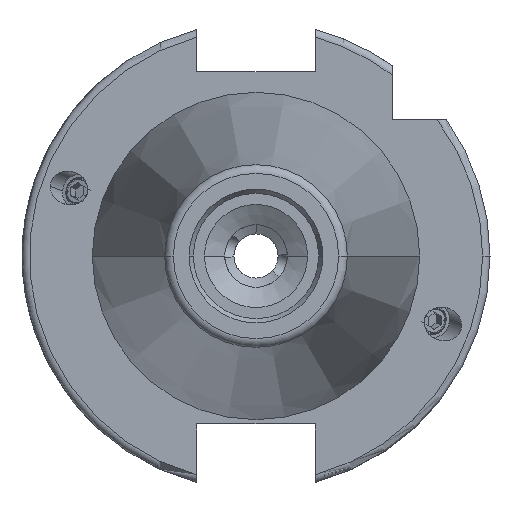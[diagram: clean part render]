
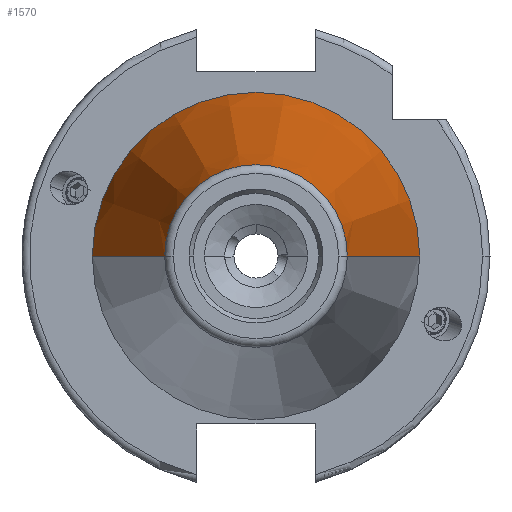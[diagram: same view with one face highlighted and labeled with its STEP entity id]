
A CAD part, left-side view. The second image highlights one B-rep face of the part: STEP entity #1570.
In plain terms, the highlighted conical face has half-angle 8.297 degrees and reference radius 22.225 mm.
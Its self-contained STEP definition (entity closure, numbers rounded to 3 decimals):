
#70 = CARTESIAN_POINT ( 'NONE',  ( 0., 22.225, 0. ) ) ;
#213 = EDGE_CURVE ( 'NONE', #1060, #4402, #445, .T. ) ;
#410 = EDGE_LOOP ( 'NONE', ( #3985, #4592, #454, #2693 ) ) ;
#427 = FACE_OUTER_BOUND ( 'NONE', #410, .T. ) ;
#445 = LINE ( 'NONE', #70, #3830 ) ;
#454 = ORIENTED_EDGE ( 'NONE', *, *, #4117, .T. ) ;
#583 = EDGE_CURVE ( 'NONE', #2407, #1060, #2006, .T. ) ;
#695 = AXIS2_PLACEMENT_3D ( 'NONE', #2309, #4290, #3350 ) ;
#709 = LINE ( 'NONE', #4040, #2272 ) ;
#1060 = VERTEX_POINT ( 'NONE', #2310 ) ;
#1570 = ADVANCED_FACE ( 'NONE', ( #427 ), #4622, .T. ) ;
#1847 = VERTEX_POINT ( 'NONE', #3184 ) ;
#1921 = CARTESIAN_POINT ( 'NONE',  ( -67.373, 0., 0. ) ) ;
#2006 = CIRCLE ( 'NONE', #5645, 12.4 ) ;
#2174 = DIRECTION ( 'NONE',  ( 0.99, -0.144, 0. ) ) ;
#2272 = VECTOR ( 'NONE', #2174, 1000. ) ;
#2309 = CARTESIAN_POINT ( 'NONE',  ( 0., 0., 0. ) ) ;
#2310 = CARTESIAN_POINT ( 'NONE',  ( -67.373, 12.4, 0. ) ) ;
#2407 = VERTEX_POINT ( 'NONE', #2777 ) ;
#2436 = DIRECTION ( 'NONE',  ( -1., 0., 0. ) ) ;
#2693 = ORIENTED_EDGE ( 'NONE', *, *, #213, .F. ) ;
#2777 = CARTESIAN_POINT ( 'NONE',  ( -67.373, -12.4, 0. ) ) ;
#3165 = EDGE_CURVE ( 'NONE', #2407, #1847, #709, .T. ) ;
#3184 = CARTESIAN_POINT ( 'NONE',  ( 0., -22.225, 0. ) ) ;
#3301 = DIRECTION ( 'NONE',  ( 0.99, 0.144, 0. ) ) ;
#3350 = DIRECTION ( 'NONE',  ( 0., 1., 0. ) ) ;
#3440 = DIRECTION ( 'NONE',  ( 0., -1., 0. ) ) ;
#3794 = DIRECTION ( 'NONE',  ( -1., 0., 0. ) ) ;
#3830 = VECTOR ( 'NONE', #3301, 1000. ) ;
#3856 = DIRECTION ( 'NONE',  ( 0., -1., 0. ) ) ;
#3985 = ORIENTED_EDGE ( 'NONE', *, *, #583, .F. ) ;
#4040 = CARTESIAN_POINT ( 'NONE',  ( 0., -22.225, 0. ) ) ;
#4117 = EDGE_CURVE ( 'NONE', #1847, #4402, #5477, .T. ) ;
#4290 = DIRECTION ( 'NONE',  ( 1., 0., 0. ) ) ;
#4402 = VERTEX_POINT ( 'NONE', #4666 ) ;
#4592 = ORIENTED_EDGE ( 'NONE', *, *, #3165, .T. ) ;
#4622 = CONICAL_SURFACE ( 'NONE', #695, 22.225, 0.145 ) ;
#4666 = CARTESIAN_POINT ( 'NONE',  ( 0., 22.225, 0. ) ) ;
#5297 = CARTESIAN_POINT ( 'NONE',  ( 0., 0., 0. ) ) ;
#5477 = CIRCLE ( 'NONE', #5682, 22.225 ) ;
#5645 = AXIS2_PLACEMENT_3D ( 'NONE', #1921, #3794, #3856 ) ;
#5682 = AXIS2_PLACEMENT_3D ( 'NONE', #5297, #2436, #3440 ) ;
